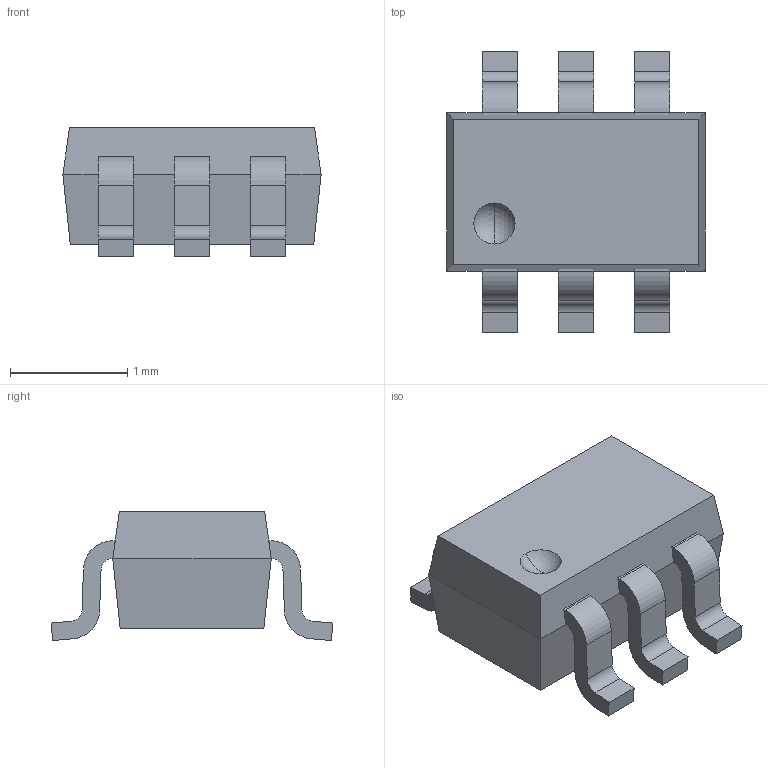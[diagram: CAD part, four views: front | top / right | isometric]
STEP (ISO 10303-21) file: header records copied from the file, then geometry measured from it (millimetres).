
FILE_DESCRIPTION (( 'STEP AP214' ), '1' );
FILE_NAME ('6005AF1E-4D77-46C6-89E8-CB1E4D123805.STEP', '2023-10-18T06:53:12', ( '' ), ( '' ), 'SwSTEP 2.0', 'SolidWorks 2022', '' );
FILE_SCHEMA (( 'AUTOMOTIVE_DESIGN' ));
Length unit declared in the file: millimetre
Products named in the file (1): 6005AF1E-4D77-46C6-89E8-CB1E4D123805
Bounding box: 2.2 x 2.4 x 1.1 mm (x, y, z)
Volume: 3 mm3; surface area: 17.7 mm2
Topology: 1 solids, 1 shells, 84 faces, 227 edges, 146 vertices
Faces by surface type: plane 58, cylinder 24, sphere 2
Entity records: 2780 total; most frequent: CARTESIAN_POINT 458, ORIENTED_EDGE 454, DIRECTION 448, EDGE_CURVE 227, VECTOR 176, LINE 176, VERTEX_POINT 146, AXIS2_PLACEMENT_3D 136
